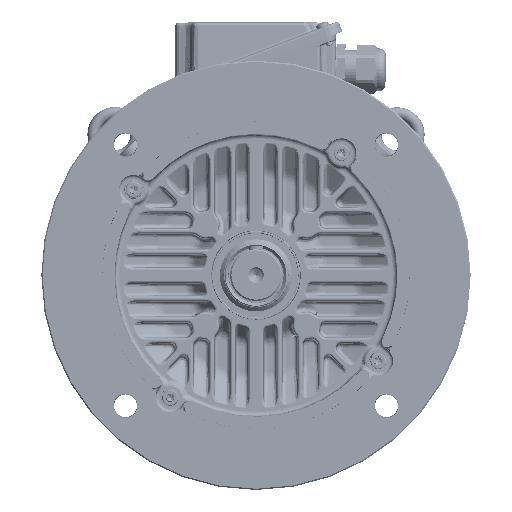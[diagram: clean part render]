
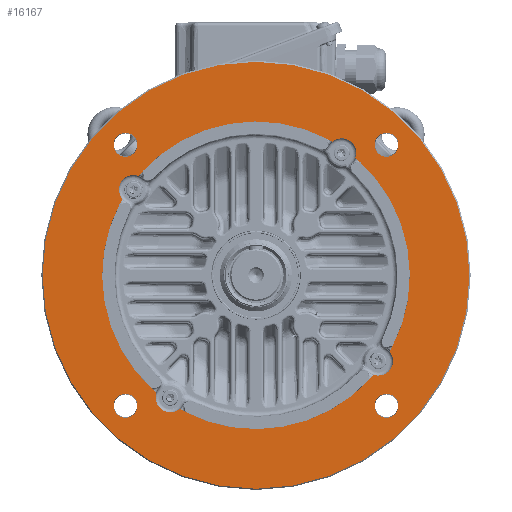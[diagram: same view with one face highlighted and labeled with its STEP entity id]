
A CAD part, top view. The second image highlights one B-rep face of the part: STEP entity #16167.
In plain terms, the highlighted planar face has unit normal (0, 0, 1).
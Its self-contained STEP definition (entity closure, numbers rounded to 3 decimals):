
#9514=FACE_BOUND('',#29015,.T.);
#9515=FACE_BOUND('',#29016,.T.);
#9516=FACE_BOUND('',#29017,.T.);
#9517=FACE_BOUND('',#29018,.T.);
#9518=FACE_BOUND('',#29019,.T.);
#9519=FACE_BOUND('',#29020,.T.);
#11275=PLANE('',#102369);
#16167=ADVANCED_FACE('',(#9514,#9515,#9516,#9517,#9518,#9519),#11275,.T.);
#29015=EDGE_LOOP('',(#58074));
#29016=EDGE_LOOP('',(#58075,#58076,#58077,#58078,#58079,#58080,#58081,#58082,
#58083,#58084,#58085,#58086));
#29017=EDGE_LOOP('',(#58087));
#29018=EDGE_LOOP('',(#58088));
#29019=EDGE_LOOP('',(#58089));
#29020=EDGE_LOOP('',(#58090));
#33902=CIRCLE('',#101382,11.828);
#34007=CIRCLE('',#101553,11.828);
#34099=CIRCLE('',#101671,11.828);
#34583=CIRCLE('',#102355,173.5);
#34584=CIRCLE('',#102356,11.828);
#34585=CIRCLE('',#102357,11.828);
#34586=CIRCLE('',#102358,125.);
#34587=CIRCLE('',#102359,125.);
#34588=CIRCLE('',#102360,11.828);
#34589=CIRCLE('',#102361,125.);
#34590=CIRCLE('',#102362,11.828);
#34591=CIRCLE('',#102363,11.828);
#34592=CIRCLE('',#102364,125.);
#34593=CIRCLE('',#102365,9.704);
#34594=CIRCLE('',#102366,9.704);
#34595=CIRCLE('',#102367,9.704);
#34596=CIRCLE('',#102368,9.704);
#58074=ORIENTED_EDGE('',*,*,#84809,.F.);
#58075=ORIENTED_EDGE('',*,*,#84810,.T.);
#58076=ORIENTED_EDGE('',*,*,#84811,.T.);
#58077=ORIENTED_EDGE('',*,*,#84812,.T.);
#58078=ORIENTED_EDGE('',*,*,#83887,.T.);
#58079=ORIENTED_EDGE('',*,*,#83539,.T.);
#58080=ORIENTED_EDGE('',*,*,#84813,.T.);
#58081=ORIENTED_EDGE('',*,*,#83228,.T.);
#58082=ORIENTED_EDGE('',*,*,#84814,.T.);
#58083=ORIENTED_EDGE('',*,*,#84815,.T.);
#58084=ORIENTED_EDGE('',*,*,#84816,.T.);
#58085=ORIENTED_EDGE('',*,*,#84817,.T.);
#58086=ORIENTED_EDGE('',*,*,#84818,.T.);
#58087=ORIENTED_EDGE('',*,*,#84819,.T.);
#58088=ORIENTED_EDGE('',*,*,#84820,.T.);
#58089=ORIENTED_EDGE('',*,*,#84821,.T.);
#58090=ORIENTED_EDGE('',*,*,#84822,.T.);
#69461=VERTEX_POINT('',#221245);
#69465=VERTEX_POINT('',#221253);
#69734=VERTEX_POINT('',#223151);
#69735=VERTEX_POINT('',#223153);
#70069=VERTEX_POINT('',#224774);
#70582=VERTEX_POINT('',#231502);
#70583=VERTEX_POINT('',#231504);
#70584=VERTEX_POINT('',#231505);
#70585=VERTEX_POINT('',#231507);
#70586=VERTEX_POINT('',#231511);
#70587=VERTEX_POINT('',#231513);
#70588=VERTEX_POINT('',#231515);
#70589=VERTEX_POINT('',#231517);
#70590=VERTEX_POINT('',#231520);
#70591=VERTEX_POINT('',#231522);
#70592=VERTEX_POINT('',#231524);
#70593=VERTEX_POINT('',#231526);
#83228=EDGE_CURVE('',#69461,#69465,#33902,.T.);
#83539=EDGE_CURVE('',#69735,#69734,#34007,.T.);
#83887=EDGE_CURVE('',#70069,#69735,#34099,.T.);
#84809=EDGE_CURVE('',#70582,#70582,#34583,.T.);
#84810=EDGE_CURVE('',#70583,#70584,#34584,.T.);
#84811=EDGE_CURVE('',#70584,#70585,#34585,.T.);
#84812=EDGE_CURVE('',#70585,#70069,#34586,.T.);
#84813=EDGE_CURVE('',#69734,#69461,#34587,.T.);
#84814=EDGE_CURVE('',#69465,#70586,#34588,.T.);
#84815=EDGE_CURVE('',#70586,#70587,#34589,.T.);
#84816=EDGE_CURVE('',#70587,#70588,#34590,.T.);
#84817=EDGE_CURVE('',#70588,#70589,#34591,.T.);
#84818=EDGE_CURVE('',#70589,#70583,#34592,.T.);
#84819=EDGE_CURVE('',#70590,#70590,#34593,.T.);
#84820=EDGE_CURVE('',#70591,#70591,#34594,.T.);
#84821=EDGE_CURVE('',#70592,#70592,#34595,.T.);
#84822=EDGE_CURVE('',#70593,#70593,#34596,.T.);
#101382=AXIS2_PLACEMENT_3D('',#221254,#121362,#121363);
#101553=AXIS2_PLACEMENT_3D('',#223152,#121756,#121757);
#101671=AXIS2_PLACEMENT_3D('',#224776,#122075,#122076);
#102355=AXIS2_PLACEMENT_3D('',#231501,#123544,#123545);
#102356=AXIS2_PLACEMENT_3D('',#231503,#123546,#123547);
#102357=AXIS2_PLACEMENT_3D('',#231506,#123548,#123549);
#102358=AXIS2_PLACEMENT_3D('',#231508,#123550,#123551);
#102359=AXIS2_PLACEMENT_3D('',#231509,#123552,#123553);
#102360=AXIS2_PLACEMENT_3D('',#231510,#123554,#123555);
#102361=AXIS2_PLACEMENT_3D('',#231512,#123556,#123557);
#102362=AXIS2_PLACEMENT_3D('',#231514,#123558,#123559);
#102363=AXIS2_PLACEMENT_3D('',#231516,#123560,#123561);
#102364=AXIS2_PLACEMENT_3D('',#231518,#123562,#123563);
#102365=AXIS2_PLACEMENT_3D('',#231519,#123564,#123565);
#102366=AXIS2_PLACEMENT_3D('',#231521,#123566,#123567);
#102367=AXIS2_PLACEMENT_3D('',#231523,#123568,#123569);
#102368=AXIS2_PLACEMENT_3D('',#231525,#123570,#123571);
#102369=AXIS2_PLACEMENT_3D('',#231527,#123572,#123573);
#121362=DIRECTION('',(0.,0.,-1.));
#121363=DIRECTION('',(1.,0.,0.));
#121756=DIRECTION('',(0.,0.,-1.));
#121757=DIRECTION('',(1.,0.,0.));
#122075=DIRECTION('',(0.,0.,-1.));
#122076=DIRECTION('',(1.,0.,0.));
#123544=DIRECTION('',(0.,0.,-1.));
#123545=DIRECTION('',(1.,0.,0.));
#123546=DIRECTION('',(0.,0.,-1.));
#123547=DIRECTION('',(1.,0.,0.));
#123548=DIRECTION('',(0.,0.,-1.));
#123549=DIRECTION('',(1.,0.,0.));
#123550=DIRECTION('',(0.,0.,-1.));
#123551=DIRECTION('',(1.,0.,0.));
#123552=DIRECTION('',(0.,0.,-1.));
#123553=DIRECTION('',(1.,0.,0.));
#123554=DIRECTION('',(0.,0.,-1.));
#123555=DIRECTION('',(1.,0.,0.));
#123556=DIRECTION('',(0.,0.,-1.));
#123557=DIRECTION('',(1.,0.,0.));
#123558=DIRECTION('',(0.,0.,-1.));
#123559=DIRECTION('',(1.,0.,0.));
#123560=DIRECTION('',(0.,0.,-1.));
#123561=DIRECTION('',(1.,0.,0.));
#123562=DIRECTION('',(0.,0.,-1.));
#123563=DIRECTION('',(1.,0.,0.));
#123564=DIRECTION('',(0.,0.,-1.));
#123565=DIRECTION('',(1.,0.,0.));
#123566=DIRECTION('',(0.,0.,-1.));
#123567=DIRECTION('',(1.,0.,0.));
#123568=DIRECTION('',(0.,0.,-1.));
#123569=DIRECTION('',(1.,0.,0.));
#123570=DIRECTION('',(0.,0.,-1.));
#123571=DIRECTION('',(1.,0.,0.));
#123572=DIRECTION('',(0.,0.,1.));
#123573=DIRECTION('',(1.,0.,0.));
#221245=CARTESIAN_POINT('',(-108.53,62.018,0.));
#221253=CARTESIAN_POINT('',(-109.216,76.474,0.));
#221254=CARTESIAN_POINT('',(-99.527,69.69,0.));
#223151=CARTESIAN_POINT('',(-80.774,-95.397,0.));
#223152=CARTESIAN_POINT('',(-69.69,-99.527,0.));
#223153=CARTESIAN_POINT('',(-76.474,-109.216,0.));
#224774=CARTESIAN_POINT('',(-62.018,-108.53,0.));
#224776=CARTESIAN_POINT('',(-69.69,-99.527,0.));
#231501=CARTESIAN_POINT('',(0.,0.,0.));
#231502=CARTESIAN_POINT('',(173.5,0.,0.));
#231503=CARTESIAN_POINT('',(99.527,-69.69,0.));
#231504=CARTESIAN_POINT('',(108.53,-62.018,0.));
#231505=CARTESIAN_POINT('',(109.216,-76.474,0.));
#231506=CARTESIAN_POINT('',(99.527,-69.69,0.));
#231507=CARTESIAN_POINT('',(95.397,-80.774,0.));
#231508=CARTESIAN_POINT('',(0.,0.,0.));
#231509=CARTESIAN_POINT('',(0.,0.,0.));
#231510=CARTESIAN_POINT('',(-99.527,69.69,0.));
#231511=CARTESIAN_POINT('',(-95.397,80.774,0.));
#231512=CARTESIAN_POINT('',(0.,0.,0.));
#231513=CARTESIAN_POINT('',(62.018,108.53,0.));
#231514=CARTESIAN_POINT('',(69.69,99.527,0.));
#231515=CARTESIAN_POINT('',(76.474,109.216,0.));
#231516=CARTESIAN_POINT('',(69.69,99.527,0.));
#231517=CARTESIAN_POINT('',(80.774,95.397,0.));
#231518=CARTESIAN_POINT('',(0.,0.,0.));
#231519=CARTESIAN_POINT('',(106.066,106.066,0.));
#231520=CARTESIAN_POINT('',(115.77,106.066,0.));
#231521=CARTESIAN_POINT('',(106.066,-106.066,0.));
#231522=CARTESIAN_POINT('',(115.77,-106.066,0.));
#231523=CARTESIAN_POINT('',(-106.066,-106.066,0.));
#231524=CARTESIAN_POINT('',(-96.362,-106.066,0.));
#231525=CARTESIAN_POINT('',(-106.066,106.066,0.));
#231526=CARTESIAN_POINT('',(-96.362,106.066,0.));
#231527=CARTESIAN_POINT('',(0.,125.,0.));
